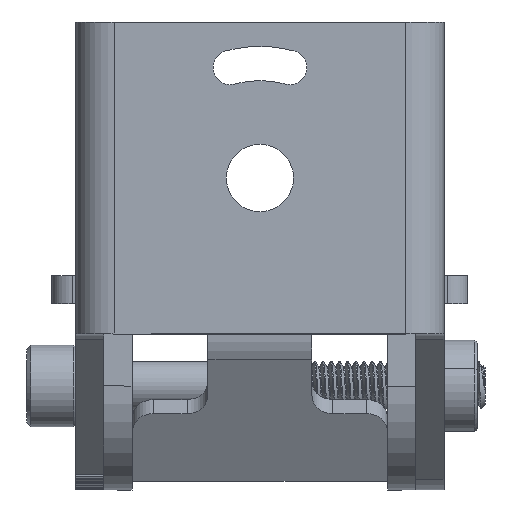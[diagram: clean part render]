
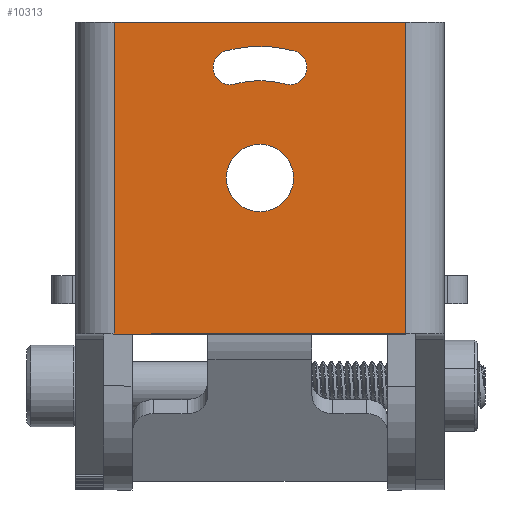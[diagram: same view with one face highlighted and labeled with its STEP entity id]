
A CAD part, front view. The second image highlights one B-rep face of the part: STEP entity #10313.
In plain terms, the highlighted planar face has unit normal (0, -1, 0).
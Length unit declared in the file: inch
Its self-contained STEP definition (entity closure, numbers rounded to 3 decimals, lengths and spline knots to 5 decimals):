
#149 = DIRECTION ( 'NONE',  ( 0., 0., 1. ) ) ;
#179 = CIRCLE ( 'NONE', #12495, 0.1615 ) ;
#275 = AXIS2_PLACEMENT_3D ( 'NONE', #12828, #19530, #4566 ) ;
#341 = CARTESIAN_POINT ( 'NONE',  ( -0.7, 0., 0.75 ) ) ;
#471 = EDGE_LOOP ( 'NONE', ( #9966, #13837, #5844, #18809 ) ) ;
#513 = CARTESIAN_POINT ( 'NONE',  ( 0., 0., 0. ) ) ;
#955 = CIRCLE ( 'NONE', #275, 0.6325 ) ;
#1047 = CARTESIAN_POINT ( 'NONE',  ( -0.121, 0., 0.45157 ) ) ;
#1214 = DIRECTION ( 'NONE',  ( 0., -1., 0. ) ) ;
#1300 = ORIENTED_EDGE ( 'NONE', *, *, #16059, .F. ) ;
#1310 = EDGE_CURVE ( 'NONE', #18751, #10934, #20366, .T. ) ;
#2544 = CARTESIAN_POINT ( 'NONE',  ( 0., 0., 0.1615 ) ) ;
#2646 = CARTESIAN_POINT ( 'NONE',  ( 0.1637, 0., 0.61095 ) ) ;
#2852 = DIRECTION ( 'NONE',  ( 0., 1., 0. ) ) ;
#2909 = VERTEX_POINT ( 'NONE', #3673 ) ;
#3325 = VERTEX_POINT ( 'NONE', #10904 ) ;
#3341 = VERTEX_POINT ( 'NONE', #9138 ) ;
#3565 = VECTOR ( 'NONE', #18395, 39.37008 ) ;
#3651 = ORIENTED_EDGE ( 'NONE', *, *, #21753, .F. ) ;
#3673 = CARTESIAN_POINT ( 'NONE',  ( 0., 0., 0.6325 ) ) ;
#4257 = EDGE_CURVE ( 'NONE', #3341, #4803, #179, .T. ) ;
#4447 = DIRECTION ( 'NONE',  ( 0., -1., 0. ) ) ;
#4450 = CARTESIAN_POINT ( 'NONE',  ( 0.7, 0., 0.75 ) ) ;
#4566 = DIRECTION ( 'NONE',  ( 0., 0., 1. ) ) ;
#4632 = ORIENTED_EDGE ( 'NONE', *, *, #13124, .F. ) ;
#4682 = CARTESIAN_POINT ( 'NONE',  ( 0.7, 0., -0.75 ) ) ;
#4684 = ORIENTED_EDGE ( 'NONE', *, *, #4257, .T. ) ;
#4803 = VERTEX_POINT ( 'NONE', #2544 ) ;
#5159 = EDGE_LOOP ( 'NONE', ( #19168, #4684 ) ) ;
#5215 = CARTESIAN_POINT ( 'NONE',  ( -0.7, 0., -0.75 ) ) ;
#5355 = EDGE_CURVE ( 'NONE', #12531, #3325, #5840, .T. ) ;
#5553 = AXIS2_PLACEMENT_3D ( 'NONE', #11436, #18122, #149 ) ;
#5664 = DIRECTION ( 'NONE',  ( 0., 0., 1. ) ) ;
#5840 = CIRCLE ( 'NONE', #18144, 0.4675 ) ;
#5844 = ORIENTED_EDGE ( 'NONE', *, *, #1310, .T. ) ;
#6193 = DIRECTION ( 'NONE',  ( -1., 0., 0. ) ) ;
#6961 = VECTOR ( 'NONE', #6193, 39.37008 ) ;
#7210 = CIRCLE ( 'NONE', #13864, 0.0825 ) ;
#7242 = DIRECTION ( 'NONE',  ( 0., 1., 0. ) ) ;
#7829 = AXIS2_PLACEMENT_3D ( 'NONE', #16158, #2852, #14411 ) ;
#7836 = EDGE_CURVE ( 'NONE', #4803, #3341, #14978, .T. ) ;
#8590 = CARTESIAN_POINT ( 'NONE',  ( -0.75, 0., 0.75 ) ) ;
#8916 = ORIENTED_EDGE ( 'NONE', *, *, #14622, .F. ) ;
#9138 = CARTESIAN_POINT ( 'NONE',  ( 0., 0., -0.1615 ) ) ;
#9505 = LINE ( 'NONE', #21257, #6961 ) ;
#9643 = CIRCLE ( 'NONE', #13824, 0.4675 ) ;
#9707 = CARTESIAN_POINT ( 'NONE',  ( 0., 0., 0. ) ) ;
#9966 = ORIENTED_EDGE ( 'NONE', *, *, #12797, .T. ) ;
#10313 = ADVANCED_FACE ( 'NONE', ( #21123, #11356, #17707 ), #19358, .F. ) ;
#10419 = DIRECTION ( 'NONE',  ( 0., 1., 0. ) ) ;
#10499 = LINE ( 'NONE', #4682, #12769 ) ;
#10799 = CARTESIAN_POINT ( 'NONE',  ( -0.7, 0., 0.75 ) ) ;
#10850 = EDGE_CURVE ( 'NONE', #20050, #12531, #14064, .T. ) ;
#10904 = CARTESIAN_POINT ( 'NONE',  ( 0., 0., 0.4675 ) ) ;
#10934 = VERTEX_POINT ( 'NONE', #5215 ) ;
#11078 = DIRECTION ( 'NONE',  ( 0., -1., 0. ) ) ;
#11356 = FACE_BOUND ( 'NONE', #5159, .T. ) ;
#11436 = CARTESIAN_POINT ( 'NONE',  ( 0., 0., 0. ) ) ;
#11862 = CARTESIAN_POINT ( 'NONE',  ( 0.121, 0., 0.45157 ) ) ;
#12094 = AXIS2_PLACEMENT_3D ( 'NONE', #9707, #1214, #21569 ) ;
#12177 = VERTEX_POINT ( 'NONE', #11862 ) ;
#12492 = CARTESIAN_POINT ( 'NONE',  ( 0., 0., 0. ) ) ;
#12495 = AXIS2_PLACEMENT_3D ( 'NONE', #12492, #10419, #13903 ) ;
#12531 = VERTEX_POINT ( 'NONE', #1047 ) ;
#12769 = VECTOR ( 'NONE', #18399, 39.37008 ) ;
#12797 = EDGE_CURVE ( 'NONE', #16275, #18079, #10499, .T. ) ;
#12802 = EDGE_LOOP ( 'NONE', ( #17520, #13304, #3651, #4632, #1300, #8916 ) ) ;
#12828 = CARTESIAN_POINT ( 'NONE',  ( 0., 0., 0. ) ) ;
#12916 = VERTEX_POINT ( 'NONE', #2646 ) ;
#13124 = EDGE_CURVE ( 'NONE', #12916, #2909, #14889, .T. ) ;
#13262 = DIRECTION ( 'NONE',  ( 0., 0., 1. ) ) ;
#13304 = ORIENTED_EDGE ( 'NONE', *, *, #10850, .F. ) ;
#13824 = AXIS2_PLACEMENT_3D ( 'NONE', #21164, #14350, #5664 ) ;
#13837 = ORIENTED_EDGE ( 'NONE', *, *, #17225, .F. ) ;
#13864 = AXIS2_PLACEMENT_3D ( 'NONE', #17640, #11078, #14130 ) ;
#13868 = CARTESIAN_POINT ( 'NONE',  ( 0.7, 0., -0.75 ) ) ;
#13903 = DIRECTION ( 'NONE',  ( 0., 0., 1. ) ) ;
#13930 = DIRECTION ( 'NONE',  ( 0., 0., 1. ) ) ;
#14064 = CIRCLE ( 'NONE', #17561, 0.0825 ) ;
#14130 = DIRECTION ( 'NONE',  ( 0., 0., 1. ) ) ;
#14350 = DIRECTION ( 'NONE',  ( 0., 1., 0. ) ) ;
#14411 = DIRECTION ( 'NONE',  ( 0., 0., 1. ) ) ;
#14622 = EDGE_CURVE ( 'NONE', #3325, #12177, #9643, .T. ) ;
#14889 = CIRCLE ( 'NONE', #12094, 0.6325 ) ;
#14978 = CIRCLE ( 'NONE', #5553, 0.1615 ) ;
#15167 = DIRECTION ( 'NONE',  ( 1., 0., 0. ) ) ;
#16059 = EDGE_CURVE ( 'NONE', #12177, #12916, #7210, .T. ) ;
#16158 = CARTESIAN_POINT ( 'NONE',  ( 0., 0., 0. ) ) ;
#16233 = VECTOR ( 'NONE', #15167, 39.37008 ) ;
#16275 = VERTEX_POINT ( 'NONE', #13868 ) ;
#16306 = LINE ( 'NONE', #8590, #16233 ) ;
#17225 = EDGE_CURVE ( 'NONE', #18751, #18079, #16306, .T. ) ;
#17520 = ORIENTED_EDGE ( 'NONE', *, *, #5355, .F. ) ;
#17561 = AXIS2_PLACEMENT_3D ( 'NONE', #21288, #4447, #13262 ) ;
#17640 = CARTESIAN_POINT ( 'NONE',  ( 0.14235, 0., 0.53126 ) ) ;
#17707 = FACE_OUTER_BOUND ( 'NONE', #471, .T. ) ;
#18079 = VERTEX_POINT ( 'NONE', #4450 ) ;
#18122 = DIRECTION ( 'NONE',  ( 0., 1., 0. ) ) ;
#18144 = AXIS2_PLACEMENT_3D ( 'NONE', #513, #7242, #13930 ) ;
#18395 = DIRECTION ( 'NONE',  ( 0., 0., -1. ) ) ;
#18399 = DIRECTION ( 'NONE',  ( 0., 0., 1. ) ) ;
#18751 = VERTEX_POINT ( 'NONE', #10799 ) ;
#18809 = ORIENTED_EDGE ( 'NONE', *, *, #19711, .F. ) ;
#19132 = CARTESIAN_POINT ( 'NONE',  ( -0.1637, 0., 0.61095 ) ) ;
#19168 = ORIENTED_EDGE ( 'NONE', *, *, #7836, .T. ) ;
#19358 = PLANE ( 'NONE',  #7829 ) ;
#19530 = DIRECTION ( 'NONE',  ( 0., -1., 0. ) ) ;
#19711 = EDGE_CURVE ( 'NONE', #16275, #10934, #9505, .T. ) ;
#20050 = VERTEX_POINT ( 'NONE', #19132 ) ;
#20366 = LINE ( 'NONE', #341, #3565 ) ;
#21123 = FACE_BOUND ( 'NONE', #12802, .T. ) ;
#21164 = CARTESIAN_POINT ( 'NONE',  ( 0., 0., 0. ) ) ;
#21257 = CARTESIAN_POINT ( 'NONE',  ( -0.75, 0., -0.75 ) ) ;
#21288 = CARTESIAN_POINT ( 'NONE',  ( -0.14235, 0., 0.53126 ) ) ;
#21569 = DIRECTION ( 'NONE',  ( 0., 0., 1. ) ) ;
#21753 = EDGE_CURVE ( 'NONE', #2909, #20050, #955, .T. ) ;
